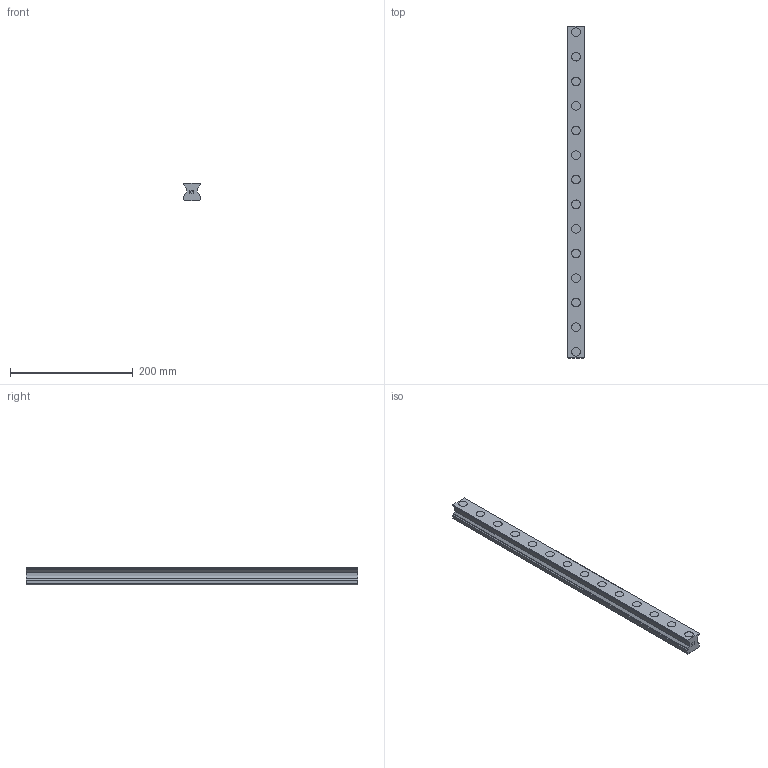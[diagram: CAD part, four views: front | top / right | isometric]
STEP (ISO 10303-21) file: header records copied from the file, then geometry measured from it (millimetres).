
FILE_DESCRIPTION(('STEP AP214'),'1');
FILE_NAME('cctmp_72ED98C9-C91A-469F-A0DD-125899852998_2021_03_11_11_25_05_0056..stp','2021-03-11T10:25:05',('HIWIN GmbH'),('CADClick - www.CADClick.com'),'Spatial InterOp 3D',' ','unknown authorization');
FILE_SCHEMA(('AUTOMOTIVE_DESIGN'));
Length unit declared in the file: millimetre
Products named in the file (1): RGR30R540H_FILE
Bounding box: 28 x 540 x 28 mm (x, y, z)
Volume: 308546.2 mm3; surface area: 81697.2 mm2
Topology: 1 solids, 1 shells, 241 faces, 579 edges, 386 vertices
Faces by surface type: plane 139, cylinder 102
Entity records: 9009 total; most frequent: DIRECTION 1267, CARTESIAN_POINT 1207, ORIENTED_EDGE 1158, EDGE_CURVE 579, AXIS2_PLACEMENT_3D 446, VERTEX_POINT 386, LINE 375, VECTOR 375
